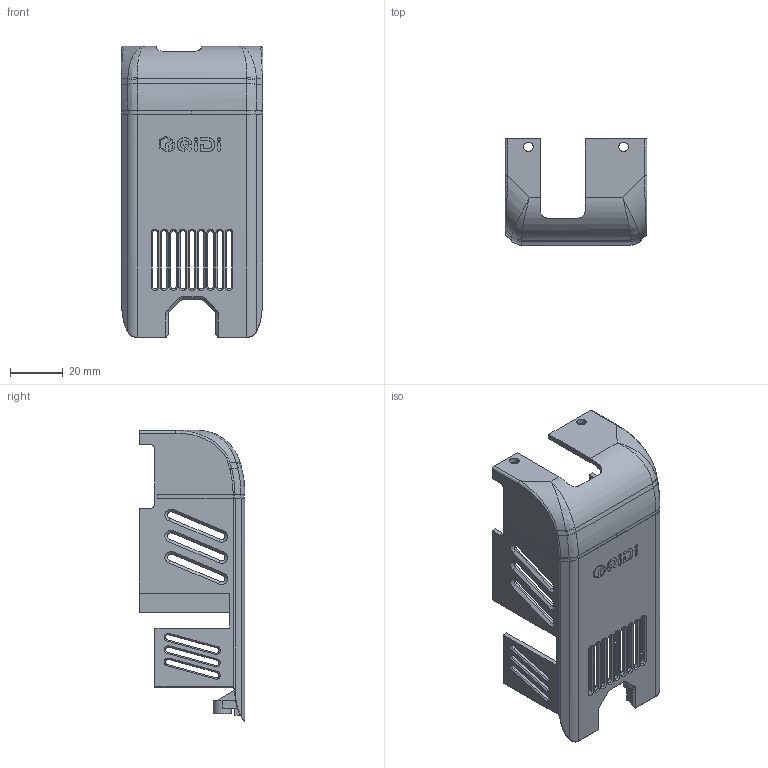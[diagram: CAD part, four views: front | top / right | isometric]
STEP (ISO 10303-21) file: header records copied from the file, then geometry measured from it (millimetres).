
FILE_DESCRIPTION (( 'STEP AP203' ), '1' );
FILE_NAME ('Q2俋褲ヶ.STEP', '2025-09-16T01:51:00', ( '' ), ( '' ), 'SwSTEP 2.0', 'SolidWorks 2024', '' );
FILE_SCHEMA (( 'CONFIG_CONTROL_DESIGN' ));
Length unit declared in the file: millimetre
Products named in the file (1): Q2外壳前
Bounding box: 53.6 x 40 x 110.08 mm (x, y, z)
Volume: 19637 mm3; surface area: 24426.5 mm2
Topology: 1 solids, 1 shells, 458 faces, 1223 edges, 779 vertices
Faces by surface type: plane 246, bspline 92, cylinder 84, cone 36
Full cylindrical faces by diameter (mm): 3.6 x2, 4 x2, 7 x2
Entity records: 15769 total; most frequent: CARTESIAN_POINT 4899, ORIENTED_EDGE 2422, DIRECTION 1922, EDGE_CURVE 1211, LINE 800, VECTOR 800, VERTEX_POINT 775, AXIS2_PLACEMENT_3D 561
